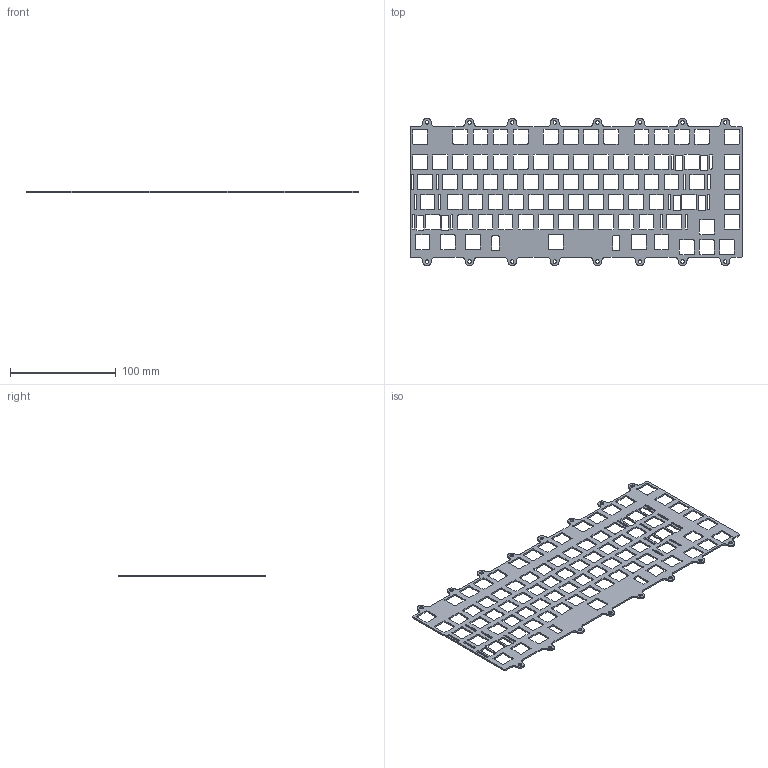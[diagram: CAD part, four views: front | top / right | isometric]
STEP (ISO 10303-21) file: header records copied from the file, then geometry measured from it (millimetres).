
FILE_DESCRIPTION(/* description */ (''),/* implementation_level */ '2;1');
FILE_NAME(/* name */ 'Plate.step',/* time_stamp */ '2021-10-03T14:21:27+02:00',/* author */ (''),/* organization */ (''),/* preprocessor_version */ 'ST-DEVELOPER v18.1',/* originating_system */ 'Autodesk Translation Framework v10.10.0.1391',/* authorisation */ '');
FILE_SCHEMA (('AUTOMOTIVE_DESIGN { 1 0 10303 214 3 1 1 }'));
Length unit declared in the file: millimetre
Products named in the file (1): Plate
Bounding box: 314.32 x 139.82 x 1.5 mm (x, y, z)
Volume: 34196.9 mm3; surface area: 55225.9 mm2
Topology: 1 solids, 1 shells, 914 faces, 2736 edges, 1824 vertices
Faces by surface type: cylinder 480, plane 434
Full cylindrical faces by diameter (mm): 3.4 x16
Entity records: 31589 total; most frequent: DIRECTION 5526, CARTESIAN_POINT 5475, ORIENTED_EDGE 5472, EDGE_CURVE 2736, AXIS2_PLACEMENT_3D 1875, VERTEX_POINT 1824, LINE 1776, VECTOR 1776
